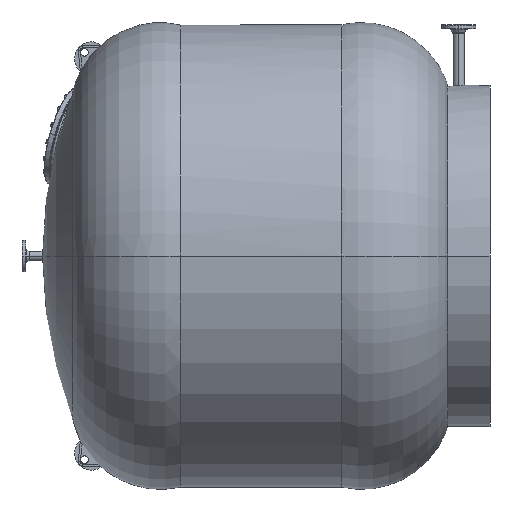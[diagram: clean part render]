
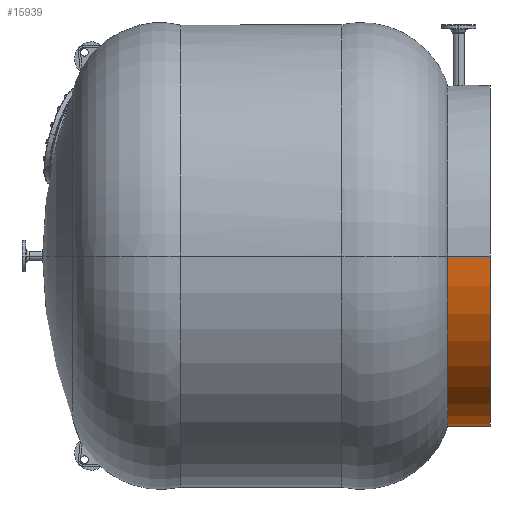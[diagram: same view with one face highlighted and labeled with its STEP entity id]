
A CAD part, left-side view. The second image highlights one B-rep face of the part: STEP entity #15939.
In plain terms, the highlighted cylindrical face has radius 820 mm (diameter 1640 mm), a partial arc.
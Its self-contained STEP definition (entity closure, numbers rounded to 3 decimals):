
#2287 = VERTEX_POINT ( 'NONE', #5054 ) ;
#5054 = CARTESIAN_POINT ( 'NONE',  ( 30., 0., -850. ) ) ;
#7287 = EDGE_CURVE ( 'NONE', #29621, #77781, #47382, .T. ) ;
#9836 = ORIENTED_EDGE ( 'NONE', *, *, #53157, .T. ) ;
#12066 = EDGE_LOOP ( 'NONE', ( #63452, #9836, #34138, #45885 ) ) ;
#12068 = LINE ( 'NONE', #74991, #86330 ) ;
#15939 = ADVANCED_FACE ( 'NONE', ( #17721 ), #87572, .T. ) ;
#15998 = CARTESIAN_POINT ( 'NONE',  ( 850., 0., -850. ) ) ;
#17721 = FACE_OUTER_BOUND ( 'NONE', #12066, .T. ) ;
#18787 = VERTEX_POINT ( 'NONE', #110630 ) ;
#23757 = LINE ( 'NONE', #41055, #92405 ) ;
#24641 = DIRECTION ( 'NONE',  ( 0., 1., 0. ) ) ;
#25369 = DIRECTION ( 'NONE',  ( 1., 0., 0. ) ) ;
#29621 = VERTEX_POINT ( 'NONE', #30017 ) ;
#30017 = CARTESIAN_POINT ( 'NONE',  ( 1670., 204., -850. ) ) ;
#34138 = ORIENTED_EDGE ( 'NONE', *, *, #7287, .F. ) ;
#36226 = CARTESIAN_POINT ( 'NONE',  ( 850., 0., -850. ) ) ;
#41055 = CARTESIAN_POINT ( 'NONE',  ( 1670., 0., -850. ) ) ;
#43099 = DIRECTION ( 'NONE',  ( 1., 0., 0. ) ) ;
#43754 = AXIS2_PLACEMENT_3D ( 'NONE', #15998, #61581, #43099 ) ;
#44089 = EDGE_CURVE ( 'NONE', #18787, #2287, #47687, .T. ) ;
#45885 = ORIENTED_EDGE ( 'NONE', *, *, #54892, .F. ) ;
#46734 = DIRECTION ( 'NONE',  ( 0., 1., 0. ) ) ;
#47382 = CIRCLE ( 'NONE', #62142, 820. ) ;
#47687 = CIRCLE ( 'NONE', #110433, 820. ) ;
#53157 = EDGE_CURVE ( 'NONE', #2287, #77781, #12068, .T. ) ;
#54892 = EDGE_CURVE ( 'NONE', #18787, #29621, #23757, .T. ) ;
#60407 = CARTESIAN_POINT ( 'NONE',  ( 850., 204., -850. ) ) ;
#61581 = DIRECTION ( 'NONE',  ( 0., -1., 0. ) ) ;
#62142 = AXIS2_PLACEMENT_3D ( 'NONE', #60407, #24641, #69644 ) ;
#63452 = ORIENTED_EDGE ( 'NONE', *, *, #44089, .T. ) ;
#69644 = DIRECTION ( 'NONE',  ( 1., 0., 0. ) ) ;
#74991 = CARTESIAN_POINT ( 'NONE',  ( 30., 0., -850. ) ) ;
#77781 = VERTEX_POINT ( 'NONE', #90696 ) ;
#85577 = DIRECTION ( 'NONE',  ( 0., 1., 0. ) ) ;
#86330 = VECTOR ( 'NONE', #46734, 1000. ) ;
#87572 = CYLINDRICAL_SURFACE ( 'NONE', #43754, 820. ) ;
#90696 = CARTESIAN_POINT ( 'NONE',  ( 30., 204., -850. ) ) ;
#92405 = VECTOR ( 'NONE', #85577, 1000. ) ;
#105599 = DIRECTION ( 'NONE',  ( 0., 1., 0. ) ) ;
#110433 = AXIS2_PLACEMENT_3D ( 'NONE', #36226, #105599, #25369 ) ;
#110630 = CARTESIAN_POINT ( 'NONE',  ( 1670., 0., -850. ) ) ;
